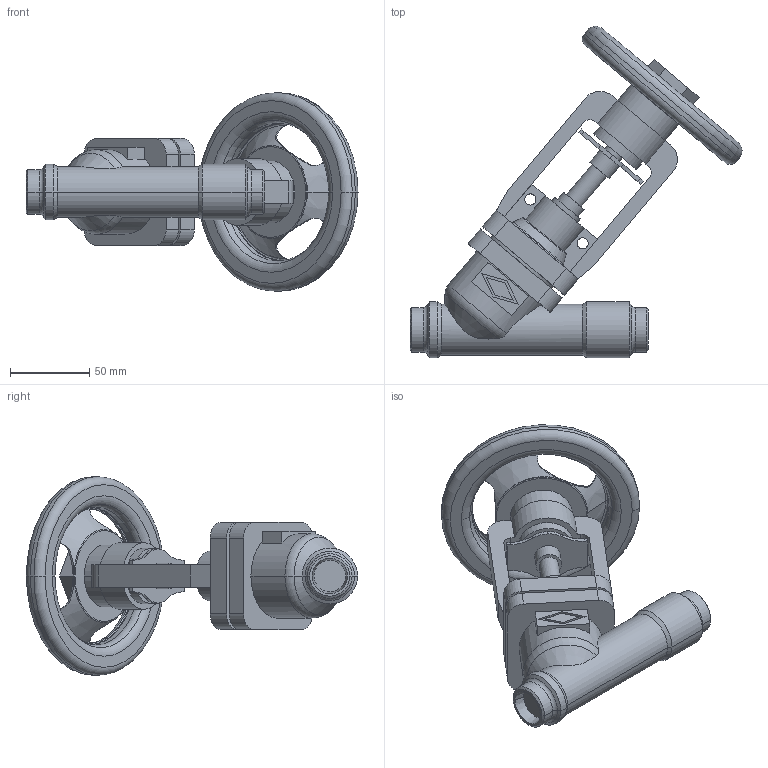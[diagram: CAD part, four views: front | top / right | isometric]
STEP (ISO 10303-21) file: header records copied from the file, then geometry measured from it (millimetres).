
FILE_DESCRIPTION(('OneSpaceDesigner STEP Export'),'2;1');
FILE_NAME('c000003937.stp','2009-09-17T 9:00:21',(''),(''),'OneSpace Designer STEP processor for AP214 (Solid Model)','OneSpace Modeling 15.50B 03-Nov-2007 (C) CoCreate Software GmbH','');
FILE_SCHEMA(('AUTOMOTIVE_DESIGN { 1 0 10303 214 1 1 1 1 }'));
Length unit declared in the file: millimetre
Products named in the file (1): 1
Bounding box: 208.89 x 208.4 x 125 mm (x, y, z)
Volume: 520966.3 mm3; surface area: 92913.2 mm2
Topology: 1 solids, 1 shells, 201 faces, 525 edges, 337 vertices
Faces by surface type: plane 76, cylinder 69, torus 30, cone 26
Entity records: 11109 total; most frequent: CARTESIAN_POINT 4831, ORIENTED_EDGE 1050, DIRECTION 874, EDGE_CURVE 525, VERTEX_POINT 337, AXIS2_PLACEMENT_3D 315, VECTOR 244, LINE 244
